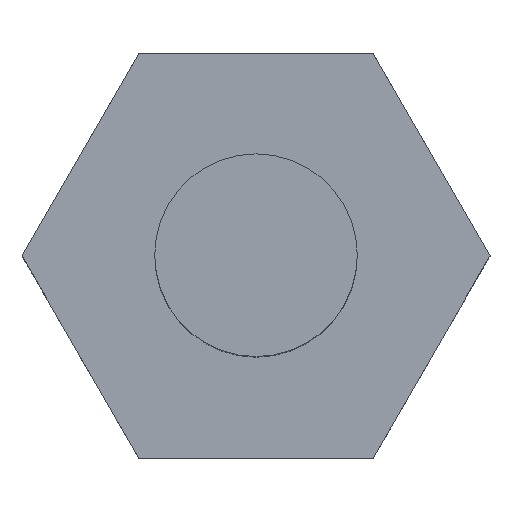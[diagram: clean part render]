
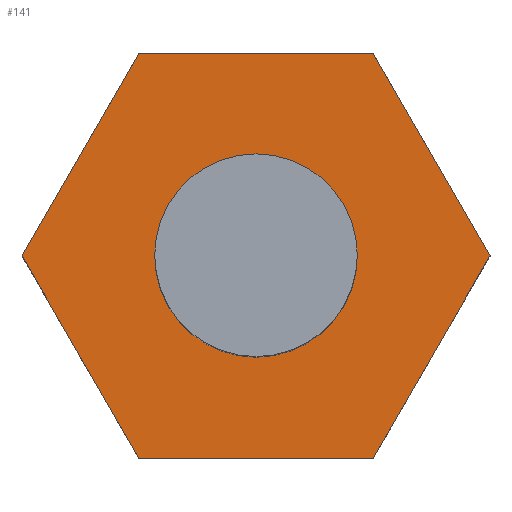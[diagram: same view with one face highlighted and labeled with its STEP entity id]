
A CAD part, top view. The second image highlights one B-rep face of the part: STEP entity #141.
In plain terms, the highlighted planar face has unit normal (0, 0, 1).
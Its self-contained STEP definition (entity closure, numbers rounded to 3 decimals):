
#6 = CARTESIAN_POINT ( 'NONE',  ( 2.887, -5., 4. ) ) ;
#8 = DIRECTION ( 'NONE',  ( 0., 0., 1. ) ) ;
#11 = CARTESIAN_POINT ( 'NONE',  ( 0., 0., 4. ) ) ;
#19 = ORIENTED_EDGE ( 'NONE', *, *, #466, .T. ) ;
#31 = CARTESIAN_POINT ( 'NONE',  ( -2.887, 5., 4. ) ) ;
#33 = DIRECTION ( 'NONE',  ( 1., 0., 0. ) ) ;
#43 = ORIENTED_EDGE ( 'NONE', *, *, #113, .T. ) ;
#45 = DIRECTION ( 'NONE',  ( 1., 0., 0. ) ) ;
#47 = VERTEX_POINT ( 'NONE', #315 ) ;
#55 = VECTOR ( 'NONE', #81, 1000. ) ;
#70 = VERTEX_POINT ( 'NONE', #157 ) ;
#73 = DIRECTION ( 'NONE',  ( -1., 0., 0. ) ) ;
#74 = EDGE_CURVE ( 'NONE', #229, #47, #515, .T. ) ;
#81 = DIRECTION ( 'NONE',  ( 0.5, 0.866, 0. ) ) ;
#82 = EDGE_CURVE ( 'NONE', #236, #418, #441, .T. ) ;
#86 = DIRECTION ( 'NONE',  ( -0.5, 0.866, 0. ) ) ;
#113 = EDGE_CURVE ( 'NONE', #418, #229, #482, .T. ) ;
#117 = AXIS2_PLACEMENT_3D ( 'NONE', #11, #8, #45 ) ;
#126 = CARTESIAN_POINT ( 'NONE',  ( 5.774, 0., 4. ) ) ;
#131 = DIRECTION ( 'NONE',  ( 1., 0., 0. ) ) ;
#134 = CARTESIAN_POINT ( 'NONE',  ( -5.774, 0., 4. ) ) ;
#135 = EDGE_CURVE ( 'NONE', #70, #185, #145, .T. ) ;
#141 = ADVANCED_FACE ( 'NONE', ( #338, #376 ), #170, .T. ) ;
#145 = CIRCLE ( 'NONE', #343, 2.5 ) ;
#148 = ORIENTED_EDGE ( 'NONE', *, *, #323, .F. ) ;
#152 = ORIENTED_EDGE ( 'NONE', *, *, #135, .F. ) ;
#157 = CARTESIAN_POINT ( 'NONE',  ( -2.5, 0., 4. ) ) ;
#170 = PLANE ( 'NONE',  #117 ) ;
#174 = LINE ( 'NONE', #126, #392 ) ;
#180 = EDGE_CURVE ( 'NONE', #47, #195, #336, .T. ) ;
#185 = VERTEX_POINT ( 'NONE', #371 ) ;
#186 = CARTESIAN_POINT ( 'NONE',  ( 2.887, 5., 4. ) ) ;
#194 = DIRECTION ( 'NONE',  ( 0., 0., 1. ) ) ;
#195 = VERTEX_POINT ( 'NONE', #6 ) ;
#212 = DIRECTION ( 'NONE',  ( 1., 0., 0. ) ) ;
#223 = VERTEX_POINT ( 'NONE', #347 ) ;
#229 = VERTEX_POINT ( 'NONE', #134 ) ;
#236 = VERTEX_POINT ( 'NONE', #186 ) ;
#247 = LINE ( 'NONE', #440, #55 ) ;
#248 = DIRECTION ( 'NONE',  ( 0.5, -0.866, 0. ) ) ;
#277 = ORIENTED_EDGE ( 'NONE', *, *, #339, .T. ) ;
#282 = DIRECTION ( 'NONE',  ( -0.5, -0.866, 0. ) ) ;
#292 = AXIS2_PLACEMENT_3D ( 'NONE', #467, #194, #33 ) ;
#311 = ORIENTED_EDGE ( 'NONE', *, *, #82, .T. ) ;
#312 = VECTOR ( 'NONE', #131, 1000. ) ;
#315 = CARTESIAN_POINT ( 'NONE',  ( -2.887, -5., 4. ) ) ;
#323 = EDGE_CURVE ( 'NONE', #185, #70, #383, .T. ) ;
#336 = LINE ( 'NONE', #488, #312 ) ;
#338 = FACE_BOUND ( 'NONE', #341, .T. ) ;
#339 = EDGE_CURVE ( 'NONE', #195, #223, #247, .T. ) ;
#341 = EDGE_LOOP ( 'NONE', ( #152, #148 ) ) ;
#343 = AXIS2_PLACEMENT_3D ( 'NONE', #365, #374, #212 ) ;
#347 = CARTESIAN_POINT ( 'NONE',  ( 5.774, 0., 4. ) ) ;
#365 = CARTESIAN_POINT ( 'NONE',  ( 0., 0., 4. ) ) ;
#371 = CARTESIAN_POINT ( 'NONE',  ( 2.5, 0., 4. ) ) ;
#374 = DIRECTION ( 'NONE',  ( 0., 0., 1. ) ) ;
#376 = FACE_OUTER_BOUND ( 'NONE', #448, .T. ) ;
#383 = CIRCLE ( 'NONE', #292, 2.5 ) ;
#385 = ORIENTED_EDGE ( 'NONE', *, *, #180, .T. ) ;
#392 = VECTOR ( 'NONE', #86, 1000. ) ;
#403 = VECTOR ( 'NONE', #73, 1000. ) ;
#418 = VERTEX_POINT ( 'NONE', #31 ) ;
#422 = VECTOR ( 'NONE', #248, 1000. ) ;
#432 = ORIENTED_EDGE ( 'NONE', *, *, #74, .T. ) ;
#434 = CARTESIAN_POINT ( 'NONE',  ( -5.774, 0., 4. ) ) ;
#440 = CARTESIAN_POINT ( 'NONE',  ( 2.887, -5., 4. ) ) ;
#441 = LINE ( 'NONE', #484, #403 ) ;
#448 = EDGE_LOOP ( 'NONE', ( #43, #432, #385, #277, #19, #311 ) ) ;
#466 = EDGE_CURVE ( 'NONE', #223, #236, #174, .T. ) ;
#467 = CARTESIAN_POINT ( 'NONE',  ( 0., 0., 4. ) ) ;
#472 = VECTOR ( 'NONE', #282, 1000. ) ;
#482 = LINE ( 'NONE', #510, #472 ) ;
#484 = CARTESIAN_POINT ( 'NONE',  ( 2.887, 5., 4. ) ) ;
#488 = CARTESIAN_POINT ( 'NONE',  ( -2.887, -5., 4. ) ) ;
#510 = CARTESIAN_POINT ( 'NONE',  ( -2.887, 5., 4. ) ) ;
#515 = LINE ( 'NONE', #434, #422 ) ;
